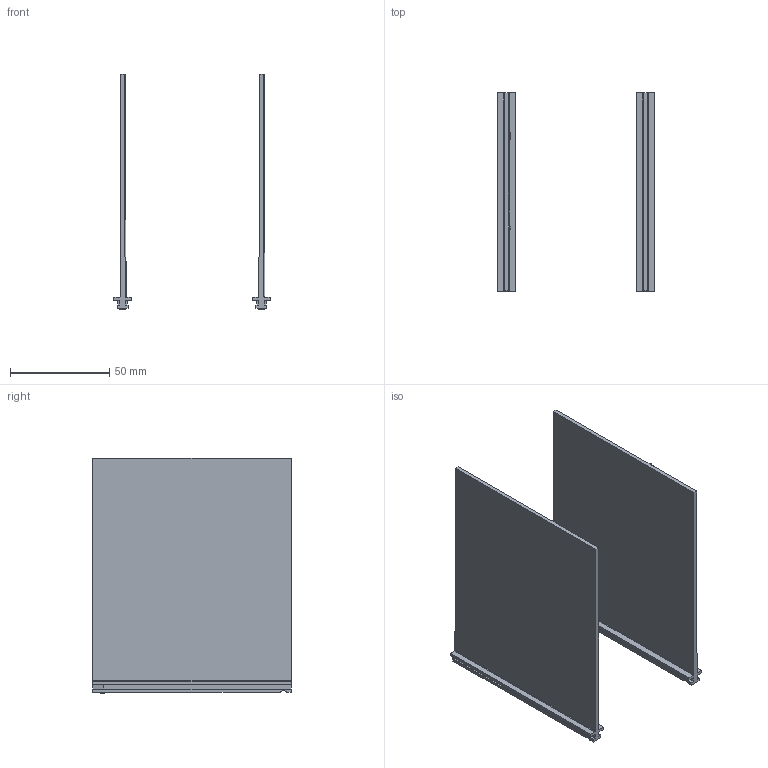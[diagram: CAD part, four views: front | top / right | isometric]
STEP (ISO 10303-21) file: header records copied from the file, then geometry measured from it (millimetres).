
FILE_DESCRIPTION((''),'2;1');
FILE_NAME('1SDH002065A1350_IGES','2019-07-01T',('ITSTCAR1'),(''),'CREO PARAMETRIC BY PTC INC, 2016050','CREO PARAMETRIC BY PTC INC, 2016050','');
FILE_SCHEMA(('AUTOMOTIVE_DESIGN { 1 0 10303 214 1 1 1 1 }'));
Length unit declared in the file: millimetre
Products named in the file (1): 1SDH002065A1350_IGES
Bounding box: 79 x 100 x 118.9 mm (x, y, z)
Volume: 56769.1 mm3; surface area: 53371.5 mm2
Topology: 2 solids, 2 shells, 116 faces, 340 edges, 230 vertices
Faces by surface type: plane 78, cylinder 34, torus 4
Entity records: 5075 total; most frequent: CARTESIAN_POINT 1432, ORIENTED_EDGE 672, DIRECTION 566, EDGE_CURVE 336, VERTEX_POINT 228, VECTOR 226, LINE 226, COLOUR_RGB 204
